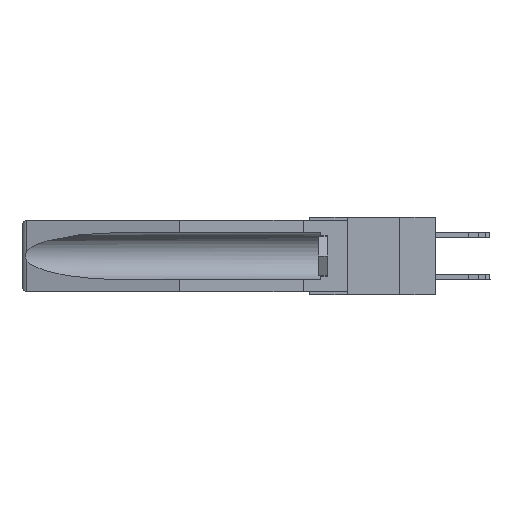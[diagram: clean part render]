
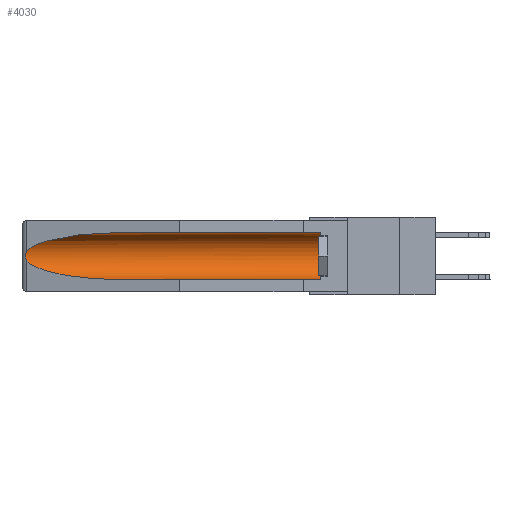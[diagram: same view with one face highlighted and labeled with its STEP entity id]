
A CAD part, left-side view. The second image highlights one B-rep face of the part: STEP entity #4030.
In plain terms, the highlighted cylindrical face has radius 2.857 mm (diameter 5.715 mm), a partial arc.
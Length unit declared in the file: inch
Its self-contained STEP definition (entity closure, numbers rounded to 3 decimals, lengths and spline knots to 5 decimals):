
#220 = DIRECTION ( 'NONE',  ( 0., 1., 0. ) ) ;
#342 = CARTESIAN_POINT ( 'NONE',  ( 0.26537, 1.52718, -0.14972 ) ) ;
#411 = CARTESIAN_POINT ( 'NONE',  ( 0.155, 1.07973, -0.284 ) ) ;
#458 = DIRECTION ( 'NONE',  ( 0., -1., 0. ) ) ;
#1215 = FACE_OUTER_BOUND ( 'NONE', #12851, .T. ) ;
#1388 = CARTESIAN_POINT ( 'NONE',  ( 0.26537, 1.52718, -0.14972 ) ) ;
#1681 = CARTESIAN_POINT ( 'NONE',  ( 0.26654, 1.53092, -0.15636 ) ) ;
#1725 = DIRECTION ( 'NONE',  ( 0., 1., 0. ) ) ;
#1970 = CARTESIAN_POINT ( 'NONE',  ( 0.155, 1.07973, -0.059 ) ) ;
#1985 = CARTESIAN_POINT ( 'NONE',  ( 0.2675, 1.53308, -0.17534 ) ) ;
#2236 = ORIENTED_EDGE ( 'NONE', *, *, #16401, .T. ) ;
#3461 = CARTESIAN_POINT ( 'NONE',  ( 0.21114, 1.30732, -0.059 ) ) ;
#3483 = CARTESIAN_POINT ( 'NONE',  ( 0.2675, 1.53308, -0.16763 ) ) ;
#4030 = ADVANCED_FACE ( 'NONE', ( #1215 ), #13762, .F. ) ;
#4475 = VERTEX_POINT ( 'NONE', #7717 ) ;
#4733 = CARTESIAN_POINT ( 'NONE',  ( 0.155, -0.30754, -0.284 ) ) ;
#4815 = EDGE_CURVE ( 'NONE', #9976, #16280, #10900, .T. ) ;
#4857 = CARTESIAN_POINT ( 'NONE',  ( 0.155, 1.07973, -0.059 ) ) ;
#5473 = AXIS2_PLACEMENT_3D ( 'NONE', #7993, #458, #8059 ) ;
#5662 = B_SPLINE_CURVE_WITH_KNOTS ( 'NONE', 3,
 ( #12143, #13678, #1681, #15386, #3483, #1985, #14070, #6559, #12594, #12743 ),
 .UNSPECIFIED., .F., .F.,
 ( 4, 2, 2, 2, 4 ),
 ( 0., 0.00029, 0.00058, 0.00087, 0.00117 ),
 .UNSPECIFIED. ) ;
#6143 = VERTEX_POINT ( 'NONE', #17595 ) ;
#6559 = CARTESIAN_POINT ( 'NONE',  ( 0.26655, 1.53094, -0.18657 ) ) ;
#7543 = EDGE_CURVE ( 'NONE', #13746, #10092, #5662, .T. ) ;
#7717 = CARTESIAN_POINT ( 'NONE',  ( 0.155, 1.07973, -0.284 ) ) ;
#7887 = CARTESIAN_POINT ( 'NONE',  ( 0.25451, 1.48313, -0.09465 ) ) ;
#7993 = CARTESIAN_POINT ( 'NONE',  ( 0.155, 0.126, -0.1715 ) ) ;
#8059 = DIRECTION ( 'NONE',  ( 0., 0., 1. ) ) ;
#8100 = EDGE_CURVE ( 'NONE', #6143, #4475, #19379, .T. ) ;
#9023 = CARTESIAN_POINT ( 'NONE',  ( 0.155, -0.30754, -0.1715 ) ) ;
#9226 = CARTESIAN_POINT ( 'NONE',  ( 0.155, 0.126, -0.059 ) ) ;
#9293 = ORIENTED_EDGE ( 'NONE', *, *, #7543, .T. ) ;
#9386 = EDGE_CURVE ( 'NONE', #6143, #9976, #10598, .T. ) ;
#9976 = VERTEX_POINT ( 'NONE', #9226 ) ;
#10092 = VERTEX_POINT ( 'NONE', #15528 ) ;
#10598 = CIRCLE ( 'NONE', #5473, 0.1125 ) ;
#10764 = DIRECTION ( 'NONE',  ( 0., 0., 1. ) ) ;
#10900 = LINE ( 'NONE', #18283, #11369 ) ;
#11347 = VECTOR ( 'NONE', #1725, 39.37008 ) ;
#11369 = VECTOR ( 'NONE', #220, 39.37008 ) ;
#11946 = EDGE_CURVE ( 'NONE', #16280, #13746, #12636, .T. ) ;
#12143 = CARTESIAN_POINT ( 'NONE',  ( 0.26537, 1.52718, -0.14972 ) ) ;
#12594 = CARTESIAN_POINT ( 'NONE',  ( 0.26597, 1.5296, -0.19026 ) ) ;
#12636 =( BOUNDED_CURVE ( )  B_SPLINE_CURVE ( 3, ( #4857, #3461, #7887, #342 ),
 .UNSPECIFIED., .F., .F. ) 
 B_SPLINE_CURVE_WITH_KNOTS ( ( 4, 4 ),
 ( 4.71239, 6.08839 ),
 .UNSPECIFIED. ) 
 CURVE ( )  GEOMETRIC_REPRESENTATION_ITEM ( )  RATIONAL_B_SPLINE_CURVE ( ( 1., 0.848, 0.848, 1. ) ) 
 REPRESENTATION_ITEM ( '' )  );
#12743 = CARTESIAN_POINT ( 'NONE',  ( 0.26537, 1.52718, -0.19328 ) ) ;
#12787 = CARTESIAN_POINT ( 'NONE',  ( 0.25451, 1.48313, -0.24835 ) ) ;
#12851 = EDGE_LOOP ( 'NONE', ( #14434, #9293, #2236, #17221, #18863, #18852 ) ) ;
#13678 = CARTESIAN_POINT ( 'NONE',  ( 0.26597, 1.52961, -0.15275 ) ) ;
#13746 = VERTEX_POINT ( 'NONE', #1388 ) ;
#13762 = CYLINDRICAL_SURFACE ( 'NONE', #13996, 0.1125 ) ;
#13996 = AXIS2_PLACEMENT_3D ( 'NONE', #9023, #18159, #10764 ) ;
#14070 = CARTESIAN_POINT ( 'NONE',  ( 0.2673, 1.53269, -0.17917 ) ) ;
#14323 = CARTESIAN_POINT ( 'NONE',  ( 0.21114, 1.30732, -0.284 ) ) ;
#14434 = ORIENTED_EDGE ( 'NONE', *, *, #11946, .T. ) ;
#15386 = CARTESIAN_POINT ( 'NONE',  ( 0.2673, 1.5327, -0.16383 ) ) ;
#15528 = CARTESIAN_POINT ( 'NONE',  ( 0.26537, 1.52718, -0.19328 ) ) ;
#16280 = VERTEX_POINT ( 'NONE', #1970 ) ;
#16401 = EDGE_CURVE ( 'NONE', #10092, #4475, #18705, .T. ) ;
#17221 = ORIENTED_EDGE ( 'NONE', *, *, #8100, .F. ) ;
#17595 = CARTESIAN_POINT ( 'NONE',  ( 0.155, 0.126, -0.284 ) ) ;
#18159 = DIRECTION ( 'NONE',  ( 0., 1., 0. ) ) ;
#18283 = CARTESIAN_POINT ( 'NONE',  ( 0.155, -0.30754, -0.059 ) ) ;
#18528 = CARTESIAN_POINT ( 'NONE',  ( 0.26537, 1.52718, -0.19328 ) ) ;
#18705 =( BOUNDED_CURVE ( )  B_SPLINE_CURVE ( 3, ( #18528, #12787, #14323, #411 ),
 .UNSPECIFIED., .F., .F. ) 
 B_SPLINE_CURVE_WITH_KNOTS ( ( 4, 4 ),
 ( 0.1948, 1.5708 ),
 .UNSPECIFIED. ) 
 CURVE ( )  GEOMETRIC_REPRESENTATION_ITEM ( )  RATIONAL_B_SPLINE_CURVE ( ( 1., 0.848, 0.848, 1. ) ) 
 REPRESENTATION_ITEM ( '' )  );
#18852 = ORIENTED_EDGE ( 'NONE', *, *, #4815, .T. ) ;
#18863 = ORIENTED_EDGE ( 'NONE', *, *, #9386, .T. ) ;
#19379 = LINE ( 'NONE', #4733, #11347 ) ;
